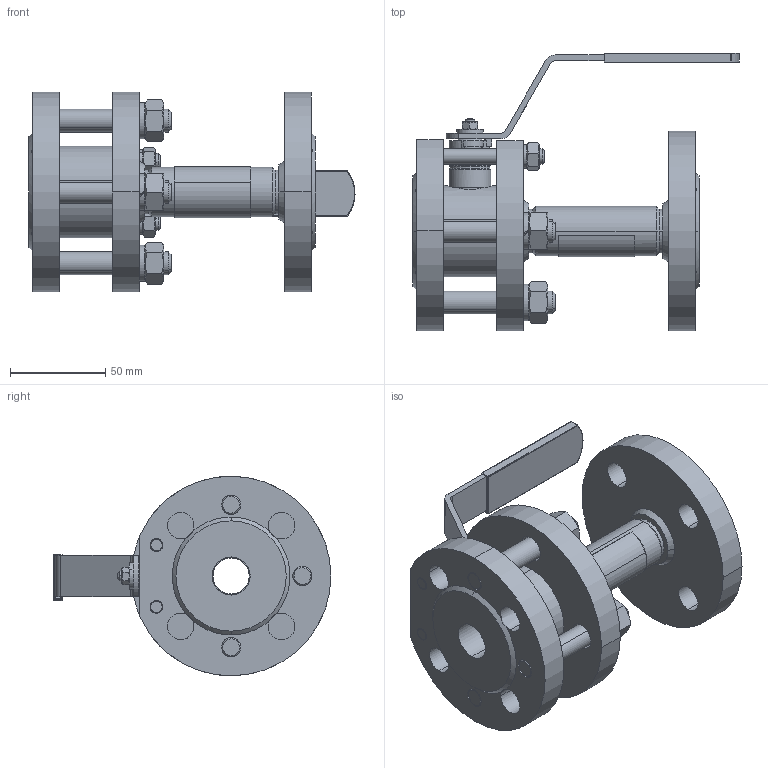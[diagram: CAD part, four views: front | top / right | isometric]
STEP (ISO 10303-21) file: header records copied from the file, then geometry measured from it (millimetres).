
FILE_DESCRIPTION((''),'2;1');
FILE_NAME('ÔÁ39 210 020 900.stp','2012-01-31T11:50:57',('Ãîíòàðåâ ÏÃ'),(''),'Autodesk Inventor 9','Autodesk Inventor 9','');
FILE_SCHEMA(('CONFIG_CONTROL_DESIGN'));
Length unit declared in the file: millimetre
Products named in the file (1): 埡39 210 020 900
Bounding box: 171.58 x 146.14 x 105 mm (x, y, z)
Volume: 440194.5 mm3; surface area: 119677.6 mm2
Topology: 1 solids, 10 shells, 577 faces, 1510 edges, 967 vertices
Faces by surface type: cylinder 191, plane 181, cone 90, bspline 79, torus 22, sphere 14
Entity records: 19527 total; most frequent: CARTESIAN_POINT 5114, DIRECTION 3174, ORIENTED_EDGE 2992, EDGE_CURVE 1496, AXIS2_PLACEMENT_3D 1313, VERTEX_POINT 965, CIRCLE 766, EDGE_LOOP 668
